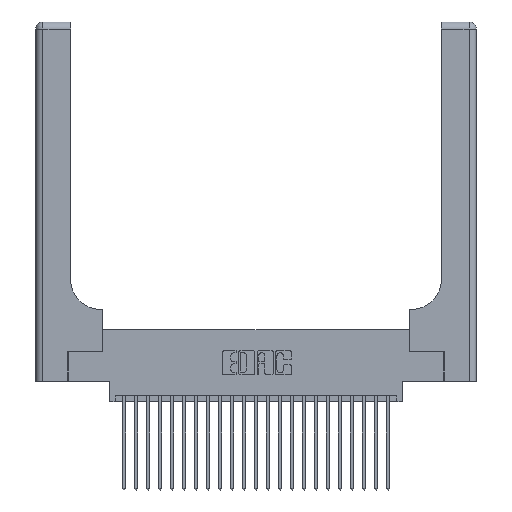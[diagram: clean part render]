
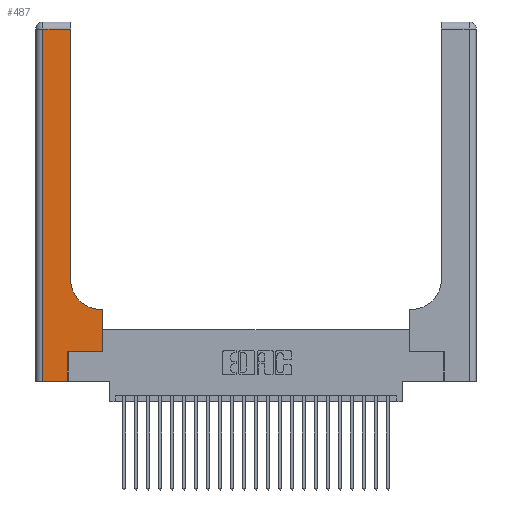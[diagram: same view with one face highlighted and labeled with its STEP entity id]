
A CAD part, top view. The second image highlights one B-rep face of the part: STEP entity #487.
In plain terms, the highlighted planar face has unit normal (0, 0, 1).
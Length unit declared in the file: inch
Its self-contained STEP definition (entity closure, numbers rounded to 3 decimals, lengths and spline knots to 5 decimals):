
#246 = ORIENTED_EDGE ( 'NONE', *, *, #4284, .T. ) ;
#282 = DIRECTION ( 'NONE',  ( -1., 0., 0. ) ) ;
#487 = ADVANCED_FACE ( 'NONE', ( #11293 ), #23429, .F. ) ;
#739 = VECTOR ( 'NONE', #25232, 39.37008 ) ;
#886 = EDGE_LOOP ( 'NONE', ( #9711, #246, #10965, #6909, #17456, #2166, #24060, #8793, #24702 ) ) ;
#1405 = LINE ( 'NONE', #14454, #6805 ) ;
#2004 = VERTEX_POINT ( 'NONE', #8156 ) ;
#2048 = LINE ( 'NONE', #12212, #17330 ) ;
#2093 = EDGE_CURVE ( 'NONE', #22285, #12444, #12146, .T. ) ;
#2153 = DIRECTION ( 'NONE',  ( 1., 0., 0. ) ) ;
#2166 = ORIENTED_EDGE ( 'NONE', *, *, #23031, .T. ) ;
#2421 = CARTESIAN_POINT ( 'NONE',  ( 0.2915, 3., 0.37 ) ) ;
#2942 = CARTESIAN_POINT ( 'NONE',  ( 0.5585, 0.25, 0.37 ) ) ;
#3214 = VERTEX_POINT ( 'NONE', #15682 ) ;
#3422 = CARTESIAN_POINT ( 'NONE',  ( 0.269, 0.25, 0.37 ) ) ;
#4284 = EDGE_CURVE ( 'NONE', #10559, #2004, #10207, .T. ) ;
#4494 = DIRECTION ( 'NONE',  ( 0., 1., 0. ) ) ;
#4844 = DIRECTION ( 'NONE',  ( 0., -1., 0. ) ) ;
#5379 = LINE ( 'NONE', #2421, #8253 ) ;
#5623 = EDGE_CURVE ( 'NONE', #2004, #25627, #19440, .T. ) ;
#5630 = DIRECTION ( 'NONE',  ( 0., 0., -1. ) ) ;
#5779 = AXIS2_PLACEMENT_3D ( 'NONE', #17531, #5630, #19543 ) ;
#6487 = CARTESIAN_POINT ( 'NONE',  ( 0.2915, 0.85, 0.37 ) ) ;
#6805 = VECTOR ( 'NONE', #4494, 39.37008 ) ;
#6909 = ORIENTED_EDGE ( 'NONE', *, *, #13005, .T. ) ;
#7005 = DIRECTION ( 'NONE',  ( 0., 1., 0. ) ) ;
#7414 = VECTOR ( 'NONE', #2153, 39.37008 ) ;
#8156 = CARTESIAN_POINT ( 'NONE',  ( 0.06, 2.94, 0.37 ) ) ;
#8253 = VECTOR ( 'NONE', #24459, 39.37008 ) ;
#8793 = ORIENTED_EDGE ( 'NONE', *, *, #2093, .T. ) ;
#9499 = EDGE_CURVE ( 'NONE', #3214, #10851, #1405, .T. ) ;
#9609 = AXIS2_PLACEMENT_3D ( 'NONE', #23341, #21106, #21074 ) ;
#9711 = ORIENTED_EDGE ( 'NONE', *, *, #15820, .T. ) ;
#10207 = LINE ( 'NONE', #13282, #739 ) ;
#10559 = VERTEX_POINT ( 'NONE', #22374 ) ;
#10851 = VERTEX_POINT ( 'NONE', #3422 ) ;
#10965 = ORIENTED_EDGE ( 'NONE', *, *, #5623, .T. ) ;
#11293 = FACE_OUTER_BOUND ( 'NONE', #886, .T. ) ;
#11328 = EDGE_CURVE ( 'NONE', #24471, #22285, #24628, .T. ) ;
#12146 = LINE ( 'NONE', #24451, #16178 ) ;
#12150 = CARTESIAN_POINT ( 'NONE',  ( 0.06, 0., 0.37 ) ) ;
#12212 = CARTESIAN_POINT ( 'NONE',  ( 0.269, 0.25, 0.37 ) ) ;
#12444 = VERTEX_POINT ( 'NONE', #18486 ) ;
#13005 = EDGE_CURVE ( 'NONE', #25627, #3214, #16732, .T. ) ;
#13282 = CARTESIAN_POINT ( 'NONE',  ( 0., 2.94, 0.37 ) ) ;
#13405 = VECTOR ( 'NONE', #7005, 39.37008 ) ;
#13547 = CARTESIAN_POINT ( 'NONE',  ( 0.5585, 0.6, 0.37 ) ) ;
#14172 = CARTESIAN_POINT ( 'NONE',  ( 0., 0., 0.37 ) ) ;
#14196 = VECTOR ( 'NONE', #4844, 39.37008 ) ;
#14221 = DIRECTION ( 'NONE',  ( 1., 0., 0. ) ) ;
#14454 = CARTESIAN_POINT ( 'NONE',  ( 0.269, 0., 0.37 ) ) ;
#15682 = CARTESIAN_POINT ( 'NONE',  ( 0.269, 0., 0.37 ) ) ;
#15817 = VERTEX_POINT ( 'NONE', #6487 ) ;
#15820 = EDGE_CURVE ( 'NONE', #15817, #10559, #5379, .T. ) ;
#16178 = VECTOR ( 'NONE', #282, 39.37008 ) ;
#16732 = LINE ( 'NONE', #14172, #7414 ) ;
#16751 = CARTESIAN_POINT ( 'NONE',  ( 0.06, 3., 0.37 ) ) ;
#17304 = CIRCLE ( 'NONE', #5779, 0.25 ) ;
#17330 = VECTOR ( 'NONE', #14221, 39.37008 ) ;
#17456 = ORIENTED_EDGE ( 'NONE', *, *, #9499, .T. ) ;
#17531 = CARTESIAN_POINT ( 'NONE',  ( 0.5415, 0.85, 0.37 ) ) ;
#18486 = CARTESIAN_POINT ( 'NONE',  ( 0.5415, 0.6, 0.37 ) ) ;
#19440 = LINE ( 'NONE', #16751, #14196 ) ;
#19543 = DIRECTION ( 'NONE',  ( 1., 0., 0. ) ) ;
#20196 = CARTESIAN_POINT ( 'NONE',  ( 0.5585, 0.25, 0.37 ) ) ;
#21074 = DIRECTION ( 'NONE',  ( -1., 0., 0. ) ) ;
#21106 = DIRECTION ( 'NONE',  ( 0., 0., -1. ) ) ;
#22285 = VERTEX_POINT ( 'NONE', #13547 ) ;
#22374 = CARTESIAN_POINT ( 'NONE',  ( 0.2915, 2.94, 0.37 ) ) ;
#23031 = EDGE_CURVE ( 'NONE', #10851, #24471, #2048, .T. ) ;
#23341 = CARTESIAN_POINT ( 'NONE',  ( 0., 3., 0.37 ) ) ;
#23429 = PLANE ( 'NONE',  #9609 ) ;
#23507 = EDGE_CURVE ( 'NONE', #12444, #15817, #17304, .T. ) ;
#24060 = ORIENTED_EDGE ( 'NONE', *, *, #11328, .T. ) ;
#24451 = CARTESIAN_POINT ( 'NONE',  ( 0.2915, 0.6, 0.37 ) ) ;
#24459 = DIRECTION ( 'NONE',  ( 0., 1., 0. ) ) ;
#24471 = VERTEX_POINT ( 'NONE', #20196 ) ;
#24628 = LINE ( 'NONE', #2942, #13405 ) ;
#24702 = ORIENTED_EDGE ( 'NONE', *, *, #23507, .T. ) ;
#25232 = DIRECTION ( 'NONE',  ( -1., 0., 0. ) ) ;
#25627 = VERTEX_POINT ( 'NONE', #12150 ) ;
